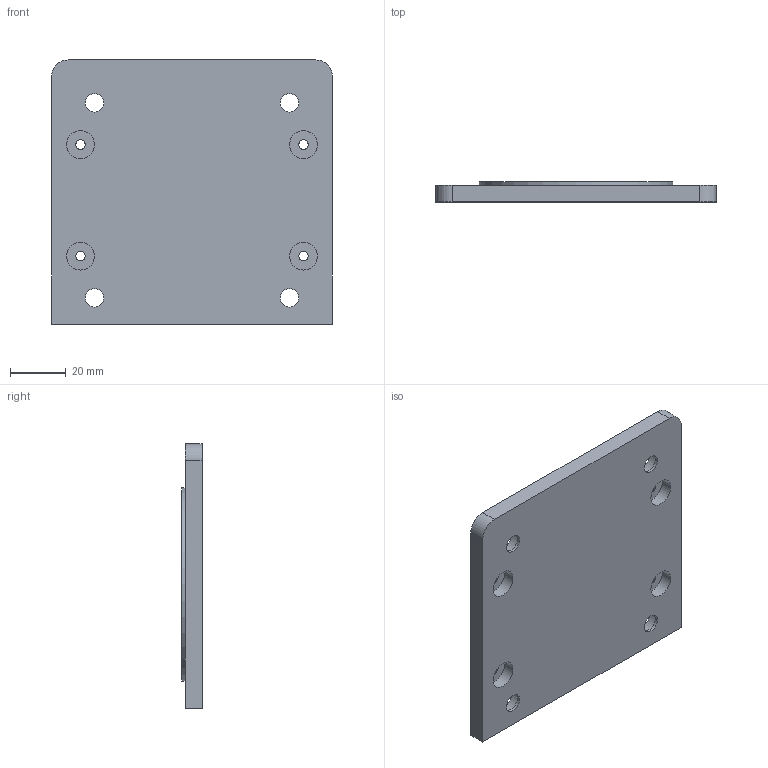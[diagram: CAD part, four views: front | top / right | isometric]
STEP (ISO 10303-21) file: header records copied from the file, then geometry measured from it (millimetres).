
FILE_DESCRIPTION(/* description */ (''),/* implementation_level */ '2;1');
FILE_NAME(/* name */ 'AluStep_40mmPeltier.stp',/* time_stamp */ '2021-08-30T14:58:23+02:00',/* author */ ('Charlene Brillard'),/* organization */ (''),/* preprocessor_version */ 'ST-DEVELOPER v16.5',/* originating_system */ 'Autodesk Inventor 2017',/* authorisation */ '');
FILE_SCHEMA (('AUTOMOTIVE_DESIGN { 1 0 10303 214 3 1 1 }'));
Length unit declared in the file: millimetre
Products named in the file (1): AluStep_40mmPeltier
Bounding box: 100.8 x 7.23 x 94.8 mm (x, y, z)
Volume: 48612.4 mm3; surface area: 24449.3 mm2
Topology: 1 solids, 1 shells, 81 faces, 197 edges, 130 vertices
Faces by surface type: cylinder 45, plane 34, cone 2
Full cylindrical faces by diameter (mm): 3.4 x4, 3.5 x2, 6.6 x4, 10 x4, 12 x4, 67.5 x1, 69.5 x1, 77.5 x1
Entity records: 2324 total; most frequent: CARTESIAN_POINT 514, DIRECTION 372, ORIENTED_EDGE 324, EDGE_CURVE 158, AXIS2_PLACEMENT_3D 150, EDGE_LOOP 134, VERTEX_POINT 116, FACE_OUTER_BOUND 79
